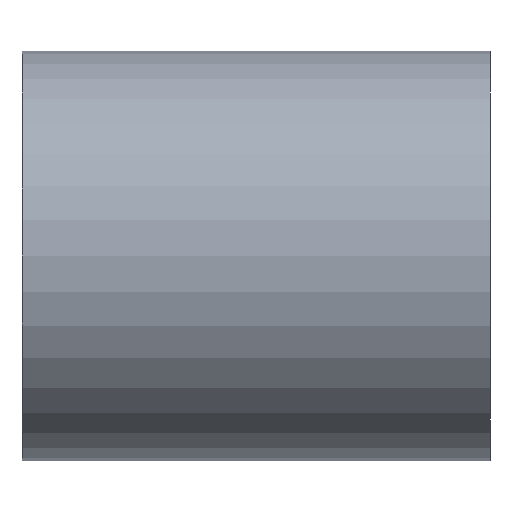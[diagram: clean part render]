
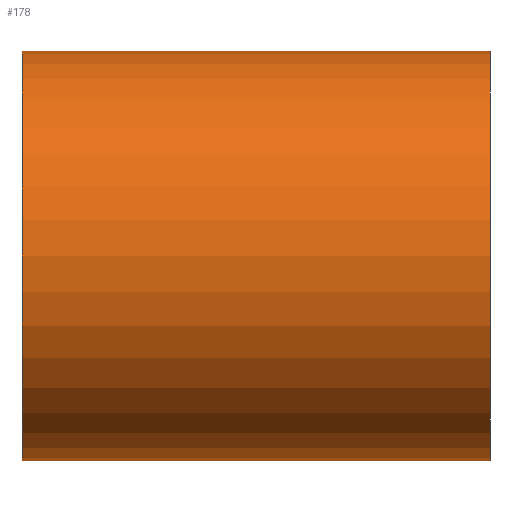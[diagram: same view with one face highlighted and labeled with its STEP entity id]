
A CAD part, left-side view. The second image highlights one B-rep face of the part: STEP entity #178.
In plain terms, the highlighted cylindrical face has radius 3.5 mm (diameter 7 mm), a partial arc.
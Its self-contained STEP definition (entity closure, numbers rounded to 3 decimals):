
#3 = EDGE_CURVE ( 'NONE', #147, #170, #225, .T. ) ;
#12 = VERTEX_POINT ( 'NONE', #202 ) ;
#14 = ORIENTED_EDGE ( 'NONE', *, *, #25, .T. ) ;
#19 = DIRECTION ( 'NONE',  ( 0., 0., -1. ) ) ;
#21 = CARTESIAN_POINT ( 'NONE',  ( 0., 0., 3.5 ) ) ;
#25 = EDGE_CURVE ( 'NONE', #12, #56, #86, .T. ) ;
#29 = EDGE_CURVE ( 'NONE', #170, #56, #88, .T. ) ;
#36 = DIRECTION ( 'NONE',  ( 0., 1., 0. ) ) ;
#39 = DIRECTION ( 'NONE',  ( 0., -1., 0. ) ) ;
#43 = CYLINDRICAL_SURFACE ( 'NONE', #118, 3.5 ) ;
#56 = VERTEX_POINT ( 'NONE', #21 ) ;
#63 = DIRECTION ( 'NONE',  ( 0., -1., 0. ) ) ;
#65 = CARTESIAN_POINT ( 'NONE',  ( 0., 8., -3.5 ) ) ;
#68 = VECTOR ( 'NONE', #168, 1000. ) ;
#74 = DIRECTION ( 'NONE',  ( 0., 1., 0. ) ) ;
#86 = CIRCLE ( 'NONE', #239, 3.5 ) ;
#88 = LINE ( 'NONE', #150, #68 ) ;
#91 = CARTESIAN_POINT ( 'NONE',  ( 0., 8., -3.5 ) ) ;
#95 = EDGE_CURVE ( 'NONE', #147, #12, #172, .T. ) ;
#113 = FACE_OUTER_BOUND ( 'NONE', #246, .T. ) ;
#118 = AXIS2_PLACEMENT_3D ( 'NONE', #188, #39, #19 ) ;
#124 = DIRECTION ( 'NONE',  ( 1., 0., 0. ) ) ;
#128 = DIRECTION ( 'NONE',  ( 1., 0., 0. ) ) ;
#129 = CARTESIAN_POINT ( 'NONE',  ( 0., 8., 0. ) ) ;
#130 = ORIENTED_EDGE ( 'NONE', *, *, #29, .F. ) ;
#131 = AXIS2_PLACEMENT_3D ( 'NONE', #129, #74, #128 ) ;
#135 = VECTOR ( 'NONE', #63, 1000. ) ;
#136 = CARTESIAN_POINT ( 'NONE',  ( 0., 8., 3.5 ) ) ;
#147 = VERTEX_POINT ( 'NONE', #91 ) ;
#150 = CARTESIAN_POINT ( 'NONE',  ( 0., 8., 3.5 ) ) ;
#168 = DIRECTION ( 'NONE',  ( 0., -1., 0. ) ) ;
#170 = VERTEX_POINT ( 'NONE', #136 ) ;
#172 = LINE ( 'NONE', #65, #135 ) ;
#178 = ADVANCED_FACE ( 'NONE', ( #113 ), #43, .T. ) ;
#184 = ORIENTED_EDGE ( 'NONE', *, *, #3, .F. ) ;
#185 = ORIENTED_EDGE ( 'NONE', *, *, #95, .T. ) ;
#188 = CARTESIAN_POINT ( 'NONE',  ( 0., 8., 0. ) ) ;
#202 = CARTESIAN_POINT ( 'NONE',  ( 0., 0., -3.5 ) ) ;
#203 = CARTESIAN_POINT ( 'NONE',  ( 0., 0., 0. ) ) ;
#225 = CIRCLE ( 'NONE', #131, 3.5 ) ;
#239 = AXIS2_PLACEMENT_3D ( 'NONE', #203, #36, #124 ) ;
#246 = EDGE_LOOP ( 'NONE', ( #130, #184, #185, #14 ) ) ;
